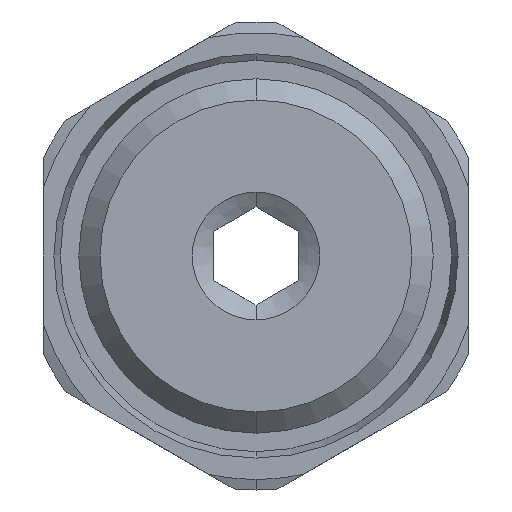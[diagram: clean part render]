
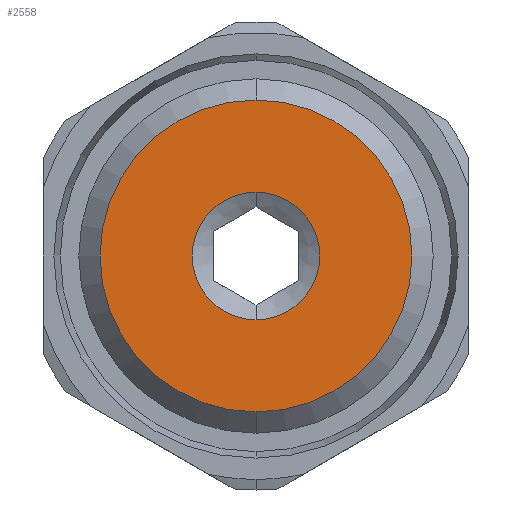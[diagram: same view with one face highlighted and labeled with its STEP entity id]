
A CAD part, left-side view. The second image highlights one B-rep face of the part: STEP entity #2558.
In plain terms, the highlighted planar face has unit normal (-1, 0, 0).
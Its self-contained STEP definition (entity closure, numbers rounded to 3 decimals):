
#1062 = CARTESIAN_POINT ( 'NONE',  ( -5.25, 0., -0.114 ) ) ;
#1874 = DIRECTION ( 'NONE',  ( 0., 0., 1. ) ) ;
#1998 = CARTESIAN_POINT ( 'NONE',  ( -5.25, 0., 2.886 ) ) ;
#2077 = EDGE_CURVE ( 'NONE', #8730, #9492, #9869, .T. ) ;
#2123 = CARTESIAN_POINT ( 'NONE',  ( -5.25, 0., -0.114 ) ) ;
#2212 = PLANE ( 'NONE',  #10395 ) ;
#2297 = CARTESIAN_POINT ( 'NONE',  ( -5.25, 0., -0.114 ) ) ;
#2558 = ADVANCED_FACE ( 'NONE', ( #7235, #8275 ), #2212, .T. ) ;
#2724 = CARTESIAN_POINT ( 'NONE',  ( -5.25, 0., -0.114 ) ) ;
#2920 = DIRECTION ( 'NONE',  ( 0., 0., -1. ) ) ;
#3348 = AXIS2_PLACEMENT_3D ( 'NONE', #2123, #10506, #2920 ) ;
#4153 = AXIS2_PLACEMENT_3D ( 'NONE', #2297, #9885, #10751 ) ;
#4485 = DIRECTION ( 'NONE',  ( 1., 0., 0. ) ) ;
#4644 = EDGE_CURVE ( 'NONE', #7769, #7499, #5334, .T. ) ;
#5145 = ORIENTED_EDGE ( 'NONE', *, *, #5574, .T. ) ;
#5334 = CIRCLE ( 'NONE', #4153, 3. ) ;
#5446 = CIRCLE ( 'NONE', #10750, 3. ) ;
#5555 = CARTESIAN_POINT ( 'NONE',  ( -5.25, 0., 4.051 ) ) ;
#5574 = EDGE_CURVE ( 'NONE', #7499, #7769, #5446, .T. ) ;
#5721 = CARTESIAN_POINT ( 'NONE',  ( -5.25, 0., 7.217 ) ) ;
#5969 = AXIS2_PLACEMENT_3D ( 'NONE', #2724, #4485, #7263 ) ;
#6778 = ORIENTED_EDGE ( 'NONE', *, *, #4644, .T. ) ;
#6909 = CARTESIAN_POINT ( 'NONE',  ( -5.25, 0., -7.445 ) ) ;
#6915 = DIRECTION ( 'NONE',  ( 1., 0., 0. ) ) ;
#7074 = DIRECTION ( 'NONE',  ( 0., 0., 1. ) ) ;
#7123 = EDGE_LOOP ( 'NONE', ( #7160, #7522 ) ) ;
#7160 = ORIENTED_EDGE ( 'NONE', *, *, #2077, .F. ) ;
#7235 = FACE_BOUND ( 'NONE', #9389, .T. ) ;
#7263 = DIRECTION ( 'NONE',  ( 0., 0., -1. ) ) ;
#7499 = VERTEX_POINT ( 'NONE', #8926 ) ;
#7522 = ORIENTED_EDGE ( 'NONE', *, *, #8996, .F. ) ;
#7769 = VERTEX_POINT ( 'NONE', #1998 ) ;
#8275 = FACE_OUTER_BOUND ( 'NONE', #7123, .T. ) ;
#8730 = VERTEX_POINT ( 'NONE', #6909 ) ;
#8926 = CARTESIAN_POINT ( 'NONE',  ( -5.25, 0., -3.114 ) ) ;
#8996 = EDGE_CURVE ( 'NONE', #9492, #8730, #10659, .T. ) ;
#9389 = EDGE_LOOP ( 'NONE', ( #6778, #5145 ) ) ;
#9492 = VERTEX_POINT ( 'NONE', #5721 ) ;
#9869 = CIRCLE ( 'NONE', #3348, 7.331 ) ;
#9885 = DIRECTION ( 'NONE',  ( 1., 0., 0. ) ) ;
#10395 = AXIS2_PLACEMENT_3D ( 'NONE', #5555, #10604, #7074 ) ;
#10506 = DIRECTION ( 'NONE',  ( 1., 0., 0. ) ) ;
#10604 = DIRECTION ( 'NONE',  ( -1., 0., 0. ) ) ;
#10659 = CIRCLE ( 'NONE', #5969, 7.331 ) ;
#10751 = DIRECTION ( 'NONE',  ( 0., 0., 1. ) ) ;
#10750 = AXIS2_PLACEMENT_3D ( 'NONE', #1062, #6915, #1874 ) ;
